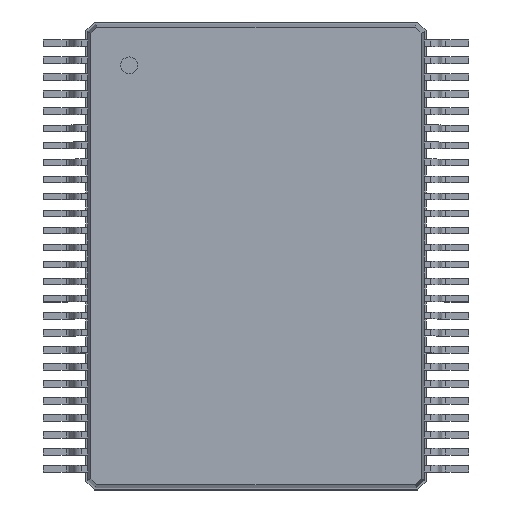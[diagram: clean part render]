
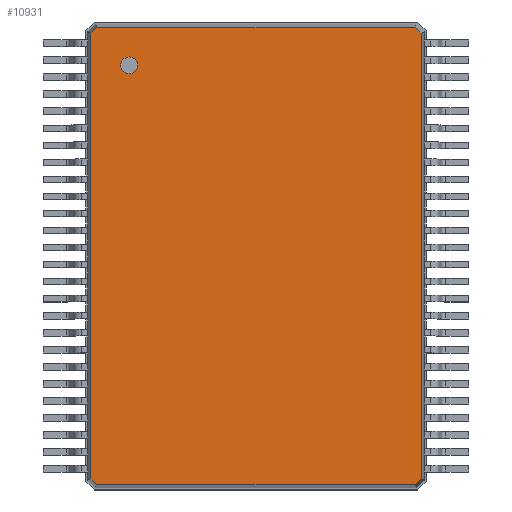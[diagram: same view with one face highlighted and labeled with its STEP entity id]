
A CAD part, top view. The second image highlights one B-rep face of the part: STEP entity #10931.
In plain terms, the highlighted planar face has unit normal (0, 0, 1).
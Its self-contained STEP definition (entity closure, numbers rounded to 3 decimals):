
#27=VECTOR('',#28,1.);
#28=DIRECTION('',(1.,0.,0.));
#51=VECTOR('',#52,1.);
#52=DIRECTION('',(0.707,-0.707,0.));
#58=VECTOR('',#59,1.);
#59=DIRECTION('',(0.,-1.,0.));
#65=VECTOR('',#66,1.);
#66=DIRECTION('',(-0.707,-0.707,0.));
#72=VECTOR('',#73,1.);
#73=DIRECTION('',(-1.,0.,0.));
#79=VECTOR('',#80,1.);
#80=DIRECTION('',(-0.707,0.707,0.));
#86=VECTOR('',#87,1.);
#87=DIRECTION('',(0.,1.,0.));
#91=VECTOR('',#92,1.);
#92=DIRECTION('',(0.707,0.707,0.));
#695=DIRECTION('',(0.,0.,-1.));
#3036=VERTEX_POINT('',#3037);
#3037=CARTESIAN_POINT('',(-3.879,5.239,1.2));
#3040=EDGE_CURVE('',#3041,#3036,#3043,.T.);
#3041=VERTEX_POINT('',#3042);
#3042=CARTESIAN_POINT('',(-3.879,-5.239,1.2));
#3043=LINE('',#3042,#86);
#3054=VERTEX_POINT('',#3055);
#3055=CARTESIAN_POINT('',(-3.739,5.379,1.2));
#3058=EDGE_CURVE('',#3036,#3054,#3059,.T.);
#3059=LINE('',#3037,#91);
#3068=VERTEX_POINT('',#3069);
#3069=CARTESIAN_POINT('',(3.739,5.379,1.2));
#3072=EDGE_CURVE('',#3054,#3068,#3073,.T.);
#3073=LINE('',#3055,#27);
#3082=VERTEX_POINT('',#3083);
#3083=CARTESIAN_POINT('',(3.879,5.239,1.2));
#3086=EDGE_CURVE('',#3068,#3082,#3087,.T.);
#3087=LINE('',#3069,#51);
#3304=VERTEX_POINT('',#3305);
#3305=CARTESIAN_POINT('',(3.879,-5.239,1.2));
#3308=EDGE_CURVE('',#3082,#3304,#3309,.T.);
#3309=LINE('',#3083,#58);
#10931=ADVANCED_FACE('',(#10932,#10952),#10962,.F.);
#10932=FACE_BOUND('',#10933,.F.);
#10933=EDGE_LOOP('',(#10934,#10935,#10936,#10937,#10942,#10947,#10950,#10951));
#10934=ORIENTED_EDGE('',*,*,#3072,.T.);
#10935=ORIENTED_EDGE('',*,*,#3086,.T.);
#10936=ORIENTED_EDGE('',*,*,#3308,.T.);
#10937=ORIENTED_EDGE('',*,*,#10938,.T.);
#10938=EDGE_CURVE('',#3304,#10939,#10941,.T.);
#10939=VERTEX_POINT('',#10940);
#10940=CARTESIAN_POINT('',(3.739,-5.379,1.2));
#10941=LINE('',#3305,#65);
#10942=ORIENTED_EDGE('',*,*,#10943,.T.);
#10943=EDGE_CURVE('',#10939,#10944,#10946,.T.);
#10944=VERTEX_POINT('',#10945);
#10945=CARTESIAN_POINT('',(-3.739,-5.379,1.2));
#10946=LINE('',#10940,#72);
#10947=ORIENTED_EDGE('',*,*,#10948,.T.);
#10948=EDGE_CURVE('',#10944,#3041,#10949,.T.);
#10949=LINE('',#10945,#79);
#10950=ORIENTED_EDGE('',*,*,#3040,.T.);
#10951=ORIENTED_EDGE('',*,*,#3058,.T.);
#10952=FACE_BOUND('',#10953,.F.);
#10953=EDGE_LOOP('',(#10954));
#10954=ORIENTED_EDGE('',*,*,#10955,.F.);
#10955=EDGE_CURVE('',#10956,#10956,#10958,.T.);
#10956=VERTEX_POINT('',#10957);
#10957=CARTESIAN_POINT('',(-2.979,4.279,1.2));
#10958=CIRCLE('',#10959,0.2);
#10959=AXIS2_PLACEMENT_3D('',#10960,#10961,#59);
#10960=CARTESIAN_POINT('',(-2.979,4.479,1.2));
#10961=DIRECTION('',(0.,-0.,-1.));
#10962=PLANE('',#10963);
#10963=AXIS2_PLACEMENT_3D('',#3055,#695,#10964);
#10964=DIRECTION('',(0.571,-0.821,0.));
